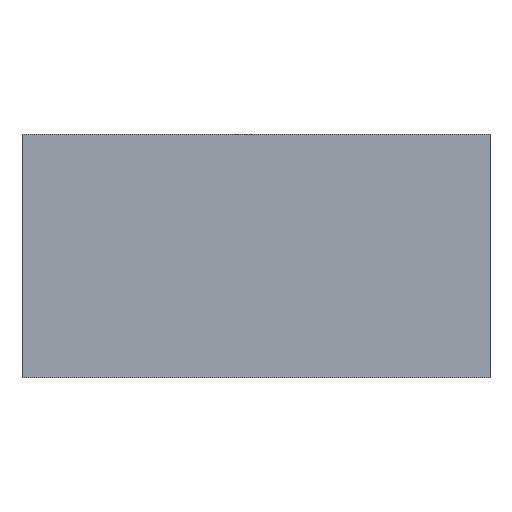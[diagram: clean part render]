
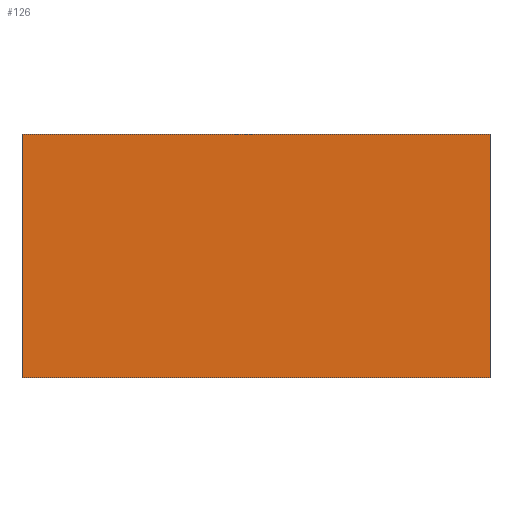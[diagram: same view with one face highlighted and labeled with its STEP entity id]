
A CAD part, top view. The second image highlights one B-rep face of the part: STEP entity #126.
In plain terms, the highlighted planar face has unit normal (0, 0, 1).
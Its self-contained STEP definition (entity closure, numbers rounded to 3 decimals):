
#7 = DIRECTION ( 'NONE',  ( 1., 0., 0. ) ) ;
#10 = VECTOR ( 'NONE', #40, 1000. ) ;
#11 = EDGE_CURVE ( 'NONE', #35, #170, #145, .T. ) ;
#19 = CARTESIAN_POINT ( 'NONE',  ( 51.097, 24.37, 23. ) ) ;
#23 = ORIENTED_EDGE ( 'NONE', *, *, #184, .T. ) ;
#26 = PLANE ( 'NONE',  #30 ) ;
#30 = AXIS2_PLACEMENT_3D ( 'NONE', #47, #116, #97 ) ;
#31 = VERTEX_POINT ( 'NONE', #143 ) ;
#34 = DIRECTION ( 'NONE',  ( -1., 0., 0. ) ) ;
#35 = VERTEX_POINT ( 'NONE', #41 ) ;
#40 = DIRECTION ( 'NONE',  ( 0., 1., 0. ) ) ;
#41 = CARTESIAN_POINT ( 'NONE',  ( -37.178, -21.6, 23. ) ) ;
#44 = CARTESIAN_POINT ( 'NONE',  ( -37.178, -21.6, 23. ) ) ;
#47 = CARTESIAN_POINT ( 'NONE',  ( 0., 0., 23. ) ) ;
#48 = EDGE_CURVE ( 'NONE', #31, #35, #62, .T. ) ;
#49 = ORIENTED_EDGE ( 'NONE', *, *, #198, .T. ) ;
#56 = LINE ( 'NONE', #19, #10 ) ;
#62 = LINE ( 'NONE', #172, #139 ) ;
#81 = DIRECTION ( 'NONE',  ( 0., -1., 0. ) ) ;
#86 = FACE_OUTER_BOUND ( 'NONE', #123, .T. ) ;
#94 = VECTOR ( 'NONE', #34, 1000. ) ;
#97 = DIRECTION ( 'NONE',  ( 1., 0., 0. ) ) ;
#113 = VECTOR ( 'NONE', #7, 1000. ) ;
#114 = ORIENTED_EDGE ( 'NONE', *, *, #11, .T. ) ;
#116 = DIRECTION ( 'NONE',  ( 0., 0., 1. ) ) ;
#123 = EDGE_LOOP ( 'NONE', ( #163, #114, #49, #23 ) ) ;
#126 = ADVANCED_FACE ( 'NONE', ( #86 ), #26, .T. ) ;
#136 = VERTEX_POINT ( 'NONE', #149 ) ;
#139 = VECTOR ( 'NONE', #81, 1000. ) ;
#143 = CARTESIAN_POINT ( 'NONE',  ( -37.178, 24.37, 23. ) ) ;
#145 = LINE ( 'NONE', #44, #113 ) ;
#149 = CARTESIAN_POINT ( 'NONE',  ( 51.097, 24.37, 23. ) ) ;
#150 = CARTESIAN_POINT ( 'NONE',  ( 51.097, -21.6, 23. ) ) ;
#163 = ORIENTED_EDGE ( 'NONE', *, *, #48, .T. ) ;
#165 = LINE ( 'NONE', #180, #94 ) ;
#170 = VERTEX_POINT ( 'NONE', #150 ) ;
#172 = CARTESIAN_POINT ( 'NONE',  ( -37.178, 24.37, 23. ) ) ;
#180 = CARTESIAN_POINT ( 'NONE',  ( -37.178, 24.37, 23. ) ) ;
#184 = EDGE_CURVE ( 'NONE', #136, #31, #165, .T. ) ;
#198 = EDGE_CURVE ( 'NONE', #170, #136, #56, .T. ) ;
